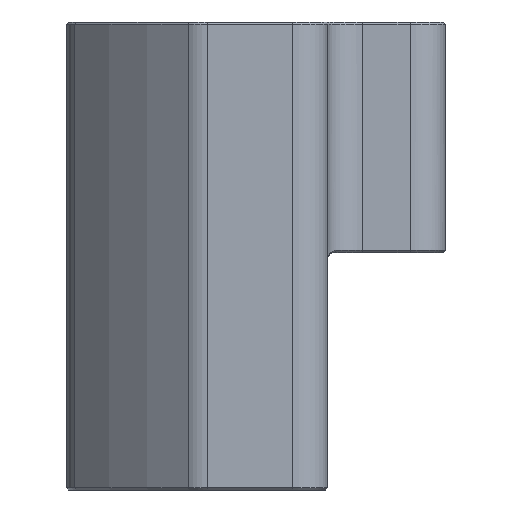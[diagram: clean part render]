
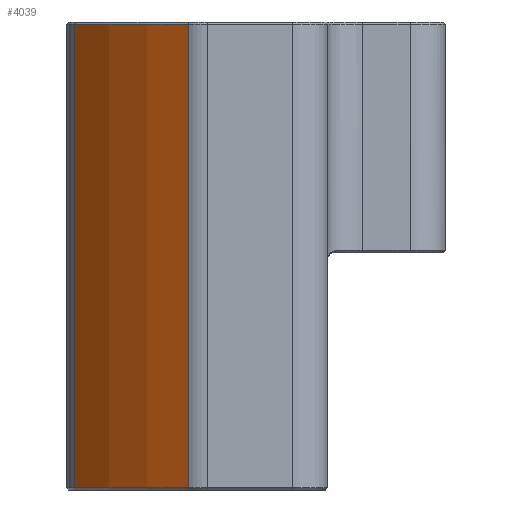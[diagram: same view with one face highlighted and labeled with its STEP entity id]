
A CAD part, front view. The second image highlights one B-rep face of the part: STEP entity #4039.
In plain terms, the highlighted cylindrical face has radius 72.207 mm (diameter 144.413 mm), a partial arc.
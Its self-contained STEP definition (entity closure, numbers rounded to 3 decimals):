
#249=CIRCLE('',#4269,72.206);
#270=CIRCLE('',#4312,72.206);
#361=CYLINDRICAL_SURFACE('',#4311,72.206);
#488=FACE_OUTER_BOUND('',#741,.T.);
#741=EDGE_LOOP('',(#3139,#3140,#3141,#3142));
#1168=LINE('',#7003,#1551);
#1169=LINE('',#7007,#1552);
#1551=VECTOR('',#4926,66.4);
#1552=VECTOR('',#4931,66.4);
#1914=VERTEX_POINT('',#6874);
#1916=VERTEX_POINT('',#6880);
#1954=VERTEX_POINT('',#7002);
#1955=VERTEX_POINT('',#7006);
#2347=EDGE_CURVE('',#1914,#1916,#249,.T.);
#2408=EDGE_CURVE('',#1916,#1954,#1168,.T.);
#2410=EDGE_CURVE('',#1955,#1914,#1169,.T.);
#2411=EDGE_CURVE('',#1954,#1955,#270,.T.);
#3139=ORIENTED_EDGE('',*,*,#2347,.F.);
#3140=ORIENTED_EDGE('',*,*,#2410,.F.);
#3141=ORIENTED_EDGE('',*,*,#2411,.F.);
#3142=ORIENTED_EDGE('',*,*,#2408,.F.);
#4039=ADVANCED_FACE('',(#488),#361,.T.);
#4269=AXIS2_PLACEMENT_3D('',#6884,#4803,#4804);
#4311=AXIS2_PLACEMENT_3D('',#7005,#4929,#4930);
#4312=AXIS2_PLACEMENT_3D('',#7008,#4932,#4933);
#4803=DIRECTION('center_axis',(0.,0.,-1.));
#4804=DIRECTION('ref_axis',(-0.792,-0.61,0.));
#4926=DIRECTION('',(0.,0.,1.));
#4929=DIRECTION('center_axis',(0.,0.,1.));
#4930=DIRECTION('ref_axis',(-0.792,-0.61,0.));
#4931=DIRECTION('',(0.,0.,-1.));
#4932=DIRECTION('center_axis',(0.,0.,1.));
#4933=DIRECTION('ref_axis',(-0.792,-0.61,0.));
#6874=CARTESIAN_POINT('',(8.563,-86.92,-50.7));
#6880=CARTESIAN_POINT('',(-7.691,-72.162,-50.7));
#6884=CARTESIAN_POINT('Origin',(48.41,-26.703,-50.7));
#7002=CARTESIAN_POINT('',(-7.691,-72.162,15.7));
#7003=CARTESIAN_POINT('',(-7.691,-72.162,13.));
#7005=CARTESIAN_POINT('Origin',(48.41,-26.703,13.));
#7006=CARTESIAN_POINT('',(8.563,-86.92,15.7));
#7007=CARTESIAN_POINT('',(8.563,-86.92,13.));
#7008=CARTESIAN_POINT('Origin',(48.41,-26.703,15.7));
